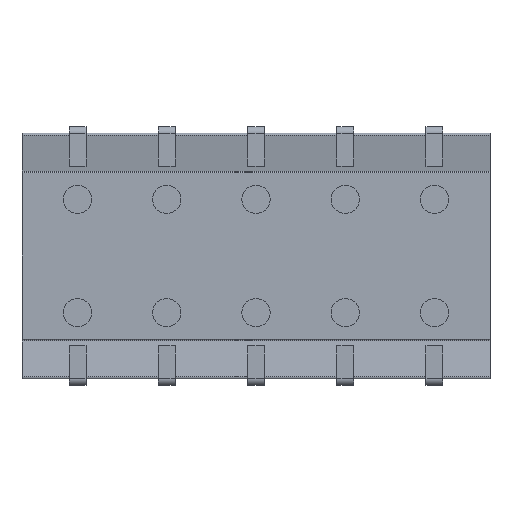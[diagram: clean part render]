
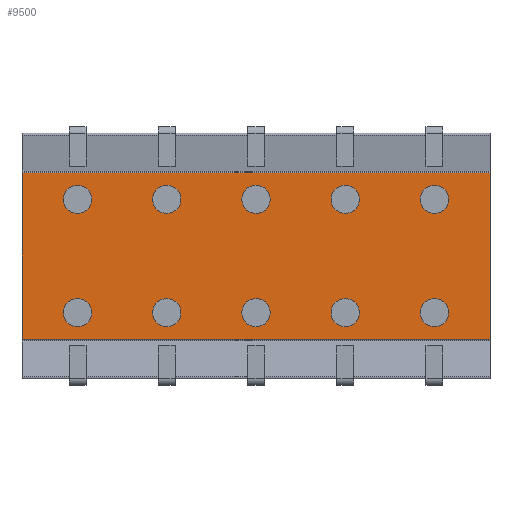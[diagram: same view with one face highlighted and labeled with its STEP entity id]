
A CAD part, front view. The second image highlights one B-rep face of the part: STEP entity #9500.
In plain terms, the highlighted planar face has unit normal (0, -1, 0).
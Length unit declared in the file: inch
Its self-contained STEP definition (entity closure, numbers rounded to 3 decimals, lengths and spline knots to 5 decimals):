
#363=DIRECTION('',(0.,0.,-1.));
#364=VECTOR('',#363,0.293);
#365=CARTESIAN_POINT('',(-0.413,-0.058,0.1465));
#366=LINE('',#365,#364);
#564=DIRECTION('',(0.,0.,-1.));
#565=VECTOR('',#564,0.293);
#566=CARTESIAN_POINT('',(0.413,-0.058,0.1465));
#567=LINE('',#566,#565);
#3273=DIRECTION('',(1.,0.,0.));
#3274=VECTOR('',#3273,0.826);
#3275=CARTESIAN_POINT('',(-0.413,-0.058,0.1465));
#3276=LINE('',#3275,#3274);
#3280=DIRECTION('',(1.,0.,0.));
#3281=VECTOR('',#3280,0.826);
#3282=CARTESIAN_POINT('',(-0.413,-0.058,-0.1465));
#3283=LINE('',#3282,#3281);
#3287=CARTESIAN_POINT('',(0.315,-0.058,-0.1));
#3288=DIRECTION('',(0.,1.,0.));
#3289=DIRECTION('',(-1.,0.,0.));
#3290=AXIS2_PLACEMENT_3D('',#3287,#3288,#3289);
#3295=CARTESIAN_POINT('',(0.315,-0.058,-0.1));
#3296=DIRECTION('',(0.,1.,0.));
#3297=DIRECTION('',(1.,0.,0.));
#3298=AXIS2_PLACEMENT_3D('',#3295,#3296,#3297);
#3303=CARTESIAN_POINT('',(0.1575,-0.058,-0.1));
#3304=DIRECTION('',(0.,1.,0.));
#3305=DIRECTION('',(-1.,0.,0.));
#3306=AXIS2_PLACEMENT_3D('',#3303,#3304,#3305);
#3311=CARTESIAN_POINT('',(0.1575,-0.058,-0.1));
#3312=DIRECTION('',(0.,1.,0.));
#3313=DIRECTION('',(1.,0.,0.));
#3314=AXIS2_PLACEMENT_3D('',#3311,#3312,#3313);
#3319=CARTESIAN_POINT('',(0.,-0.058,-0.1));
#3320=DIRECTION('',(0.,1.,0.));
#3321=DIRECTION('',(-1.,0.,0.));
#3322=AXIS2_PLACEMENT_3D('',#3319,#3320,#3321);
#3327=CARTESIAN_POINT('',(0.,-0.058,-0.1));
#3328=DIRECTION('',(0.,1.,0.));
#3329=DIRECTION('',(1.,0.,0.));
#3330=AXIS2_PLACEMENT_3D('',#3327,#3328,#3329);
#3335=CARTESIAN_POINT('',(-0.1575,-0.058,-0.1));
#3336=DIRECTION('',(0.,1.,0.));
#3337=DIRECTION('',(-1.,0.,0.));
#3338=AXIS2_PLACEMENT_3D('',#3335,#3336,#3337);
#3343=CARTESIAN_POINT('',(-0.1575,-0.058,-0.1));
#3344=DIRECTION('',(0.,1.,0.));
#3345=DIRECTION('',(1.,0.,0.));
#3346=AXIS2_PLACEMENT_3D('',#3343,#3344,#3345);
#3351=CARTESIAN_POINT('',(-0.315,-0.058,-0.1));
#3352=DIRECTION('',(0.,1.,0.));
#3353=DIRECTION('',(-1.,0.,0.));
#3354=AXIS2_PLACEMENT_3D('',#3351,#3352,#3353);
#3359=CARTESIAN_POINT('',(-0.315,-0.058,-0.1));
#3360=DIRECTION('',(0.,1.,0.));
#3361=DIRECTION('',(1.,0.,0.));
#3362=AXIS2_PLACEMENT_3D('',#3359,#3360,#3361);
#3367=CARTESIAN_POINT('',(0.315,-0.058,0.1));
#3368=DIRECTION('',(0.,1.,0.));
#3369=DIRECTION('',(-1.,0.,0.));
#3370=AXIS2_PLACEMENT_3D('',#3367,#3368,#3369);
#3375=CARTESIAN_POINT('',(0.315,-0.058,0.1));
#3376=DIRECTION('',(0.,1.,0.));
#3377=DIRECTION('',(1.,0.,0.));
#3378=AXIS2_PLACEMENT_3D('',#3375,#3376,#3377);
#3383=CARTESIAN_POINT('',(0.1575,-0.058,0.1));
#3384=DIRECTION('',(0.,1.,0.));
#3385=DIRECTION('',(-1.,0.,0.));
#3386=AXIS2_PLACEMENT_3D('',#3383,#3384,#3385);
#3391=CARTESIAN_POINT('',(0.1575,-0.058,0.1));
#3392=DIRECTION('',(0.,1.,0.));
#3393=DIRECTION('',(1.,0.,0.));
#3394=AXIS2_PLACEMENT_3D('',#3391,#3392,#3393);
#3399=CARTESIAN_POINT('',(0.,-0.058,0.1));
#3400=DIRECTION('',(0.,1.,0.));
#3401=DIRECTION('',(-1.,0.,0.));
#3402=AXIS2_PLACEMENT_3D('',#3399,#3400,#3401);
#3407=CARTESIAN_POINT('',(0.,-0.058,0.1));
#3408=DIRECTION('',(0.,1.,0.));
#3409=DIRECTION('',(1.,0.,0.));
#3410=AXIS2_PLACEMENT_3D('',#3407,#3408,#3409);
#3415=CARTESIAN_POINT('',(-0.1575,-0.058,0.1));
#3416=DIRECTION('',(0.,1.,0.));
#3417=DIRECTION('',(-1.,0.,0.));
#3418=AXIS2_PLACEMENT_3D('',#3415,#3416,#3417);
#3423=CARTESIAN_POINT('',(-0.1575,-0.058,0.1));
#3424=DIRECTION('',(0.,1.,0.));
#3425=DIRECTION('',(1.,0.,0.));
#3426=AXIS2_PLACEMENT_3D('',#3423,#3424,#3425);
#3431=CARTESIAN_POINT('',(-0.315,-0.058,0.1));
#3432=DIRECTION('',(0.,1.,0.));
#3433=DIRECTION('',(-1.,0.,0.));
#3434=AXIS2_PLACEMENT_3D('',#3431,#3432,#3433);
#3439=CARTESIAN_POINT('',(-0.315,-0.058,0.1));
#3440=DIRECTION('',(0.,1.,0.));
#3441=DIRECTION('',(1.,0.,0.));
#3442=AXIS2_PLACEMENT_3D('',#3439,#3440,#3441);
#4761=CARTESIAN_POINT('',(-0.413,-0.058,0.1465));
#4763=VERTEX_POINT('',#4761);
#4767=CARTESIAN_POINT('',(0.413,-0.058,0.1465));
#4769=VERTEX_POINT('',#4767);
#4773=CARTESIAN_POINT('',(-0.413,-0.058,-0.1465));
#4774=VERTEX_POINT('',#4773);
#4775=CARTESIAN_POINT('',(0.413,-0.058,-0.1465));
#4776=VERTEX_POINT('',#4775);
#4777=CARTESIAN_POINT('',(0.29,-0.058,-0.1));
#4778=CARTESIAN_POINT('',(0.34,-0.058,-0.1));
#4779=VERTEX_POINT('',#4777);
#4780=VERTEX_POINT('',#4778);
#4781=CARTESIAN_POINT('',(0.1325,-0.058,-0.1));
#4782=CARTESIAN_POINT('',(0.1825,-0.058,-0.1));
#4783=VERTEX_POINT('',#4781);
#4784=VERTEX_POINT('',#4782);
#4785=CARTESIAN_POINT('',(-0.025,-0.058,-0.1));
#4786=CARTESIAN_POINT('',(0.025,-0.058,-0.1));
#4787=VERTEX_POINT('',#4785);
#4788=VERTEX_POINT('',#4786);
#4789=CARTESIAN_POINT('',(-0.1825,-0.058,-0.1));
#4790=CARTESIAN_POINT('',(-0.1325,-0.058,-0.1));
#4791=VERTEX_POINT('',#4789);
#4792=VERTEX_POINT('',#4790);
#4793=CARTESIAN_POINT('',(-0.34,-0.058,-0.1));
#4794=CARTESIAN_POINT('',(-0.29,-0.058,-0.1));
#4795=VERTEX_POINT('',#4793);
#4796=VERTEX_POINT('',#4794);
#4797=CARTESIAN_POINT('',(0.29,-0.058,0.1));
#4798=CARTESIAN_POINT('',(0.34,-0.058,0.1));
#4799=VERTEX_POINT('',#4797);
#4800=VERTEX_POINT('',#4798);
#4801=CARTESIAN_POINT('',(0.1325,-0.058,0.1));
#4802=CARTESIAN_POINT('',(0.1825,-0.058,0.1));
#4803=VERTEX_POINT('',#4801);
#4804=VERTEX_POINT('',#4802);
#4805=CARTESIAN_POINT('',(-0.025,-0.058,0.1));
#4806=CARTESIAN_POINT('',(0.025,-0.058,0.1));
#4807=VERTEX_POINT('',#4805);
#4808=VERTEX_POINT('',#4806);
#4809=CARTESIAN_POINT('',(-0.1825,-0.058,0.1));
#4810=CARTESIAN_POINT('',(-0.1325,-0.058,0.1));
#4811=VERTEX_POINT('',#4809);
#4812=VERTEX_POINT('',#4810);
#4813=CARTESIAN_POINT('',(-0.34,-0.058,0.1));
#4814=CARTESIAN_POINT('',(-0.29,-0.058,0.1));
#4815=VERTEX_POINT('',#4813);
#4816=VERTEX_POINT('',#4814);
#9428=CARTESIAN_POINT('',(-0.413,-0.058,0.2165));
#9429=DIRECTION('',(0.,-1.,0.));
#9430=DIRECTION('',(0.,0.,-1.));
#9431=AXIS2_PLACEMENT_3D('',#9428,#9429,#9430);
#9432=PLANE('',#9431);
#9434=ORIENTED_EDGE('',*,*,#9433,.T.);
#9435=ORIENTED_EDGE('',*,*,#6023,.T.);
#9436=ORIENTED_EDGE('',*,*,#9421,.F.);
#9437=ORIENTED_EDGE('',*,*,#5949,.F.);
#9438=EDGE_LOOP('',(#9434,#9435,#9436,#9437));
#9439=FACE_OUTER_BOUND('',#9438,.F.);
#9441=ORIENTED_EDGE('',*,*,#9440,.F.);
#9443=ORIENTED_EDGE('',*,*,#9442,.F.);
#9444=EDGE_LOOP('',(#9441,#9443));
#9445=FACE_BOUND('',#9444,.F.);
#9447=ORIENTED_EDGE('',*,*,#9446,.F.);
#9449=ORIENTED_EDGE('',*,*,#9448,.F.);
#9450=EDGE_LOOP('',(#9447,#9449));
#9451=FACE_BOUND('',#9450,.F.);
#9453=ORIENTED_EDGE('',*,*,#9452,.F.);
#9455=ORIENTED_EDGE('',*,*,#9454,.F.);
#9456=EDGE_LOOP('',(#9453,#9455));
#9457=FACE_BOUND('',#9456,.F.);
#9459=ORIENTED_EDGE('',*,*,#9458,.F.);
#9461=ORIENTED_EDGE('',*,*,#9460,.F.);
#9462=EDGE_LOOP('',(#9459,#9461));
#9463=FACE_BOUND('',#9462,.F.);
#9465=ORIENTED_EDGE('',*,*,#9464,.F.);
#9467=ORIENTED_EDGE('',*,*,#9466,.F.);
#9468=EDGE_LOOP('',(#9465,#9467));
#9469=FACE_BOUND('',#9468,.F.);
#9471=ORIENTED_EDGE('',*,*,#9470,.F.);
#9473=ORIENTED_EDGE('',*,*,#9472,.F.);
#9474=EDGE_LOOP('',(#9471,#9473));
#9475=FACE_BOUND('',#9474,.F.);
#9477=ORIENTED_EDGE('',*,*,#9476,.F.);
#9479=ORIENTED_EDGE('',*,*,#9478,.F.);
#9480=EDGE_LOOP('',(#9477,#9479));
#9481=FACE_BOUND('',#9480,.F.);
#9483=ORIENTED_EDGE('',*,*,#9482,.F.);
#9485=ORIENTED_EDGE('',*,*,#9484,.F.);
#9486=EDGE_LOOP('',(#9483,#9485));
#9487=FACE_BOUND('',#9486,.F.);
#9489=ORIENTED_EDGE('',*,*,#9488,.F.);
#9491=ORIENTED_EDGE('',*,*,#9490,.F.);
#9492=EDGE_LOOP('',(#9489,#9491));
#9493=FACE_BOUND('',#9492,.F.);
#9495=ORIENTED_EDGE('',*,*,#9494,.F.);
#9497=ORIENTED_EDGE('',*,*,#9496,.F.);
#9498=EDGE_LOOP('',(#9495,#9497));
#9499=FACE_BOUND('',#9498,.F.);
#3291=CIRCLE('',#3290,0.025);
#3299=CIRCLE('',#3298,0.025);
#3307=CIRCLE('',#3306,0.025);
#3315=CIRCLE('',#3314,0.025);
#3323=CIRCLE('',#3322,0.025);
#3331=CIRCLE('',#3330,0.025);
#3339=CIRCLE('',#3338,0.025);
#3347=CIRCLE('',#3346,0.025);
#3355=CIRCLE('',#3354,0.025);
#3363=CIRCLE('',#3362,0.025);
#3371=CIRCLE('',#3370,0.025);
#3379=CIRCLE('',#3378,0.025);
#3387=CIRCLE('',#3386,0.025);
#3395=CIRCLE('',#3394,0.025);
#3403=CIRCLE('',#3402,0.025);
#3411=CIRCLE('',#3410,0.025);
#3419=CIRCLE('',#3418,0.025);
#3427=CIRCLE('',#3426,0.025);
#3435=CIRCLE('',#3434,0.025);
#3443=CIRCLE('',#3442,0.025);
#5949=EDGE_CURVE('',#4763,#4774,#366,.T.);
#6023=EDGE_CURVE('',#4769,#4776,#567,.T.);
#9421=EDGE_CURVE('',#4774,#4776,#3283,.T.);
#9433=EDGE_CURVE('',#4763,#4769,#3276,.T.);
#9440=EDGE_CURVE('',#4779,#4780,#3291,.T.);
#9442=EDGE_CURVE('',#4780,#4779,#3299,.T.);
#9446=EDGE_CURVE('',#4783,#4784,#3307,.T.);
#9448=EDGE_CURVE('',#4784,#4783,#3315,.T.);
#9452=EDGE_CURVE('',#4787,#4788,#3323,.T.);
#9454=EDGE_CURVE('',#4788,#4787,#3331,.T.);
#9458=EDGE_CURVE('',#4791,#4792,#3339,.T.);
#9460=EDGE_CURVE('',#4792,#4791,#3347,.T.);
#9464=EDGE_CURVE('',#4795,#4796,#3355,.T.);
#9466=EDGE_CURVE('',#4796,#4795,#3363,.T.);
#9470=EDGE_CURVE('',#4799,#4800,#3371,.T.);
#9472=EDGE_CURVE('',#4800,#4799,#3379,.T.);
#9476=EDGE_CURVE('',#4803,#4804,#3387,.T.);
#9478=EDGE_CURVE('',#4804,#4803,#3395,.T.);
#9482=EDGE_CURVE('',#4807,#4808,#3403,.T.);
#9484=EDGE_CURVE('',#4808,#4807,#3411,.T.);
#9488=EDGE_CURVE('',#4811,#4812,#3419,.T.);
#9490=EDGE_CURVE('',#4812,#4811,#3427,.T.);
#9494=EDGE_CURVE('',#4815,#4816,#3435,.T.);
#9496=EDGE_CURVE('',#4816,#4815,#3443,.T.);
#9500=ADVANCED_FACE('',(#9439,#9445,#9451,#9457,#9463,#9469,#9475,#9481,#9487,
#9493,#9499),#9432,.T.);
